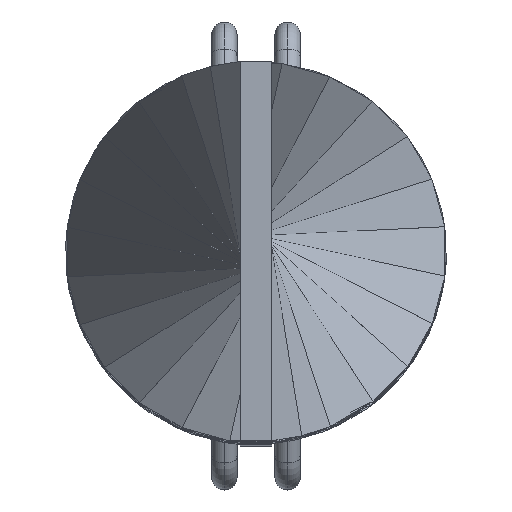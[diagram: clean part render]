
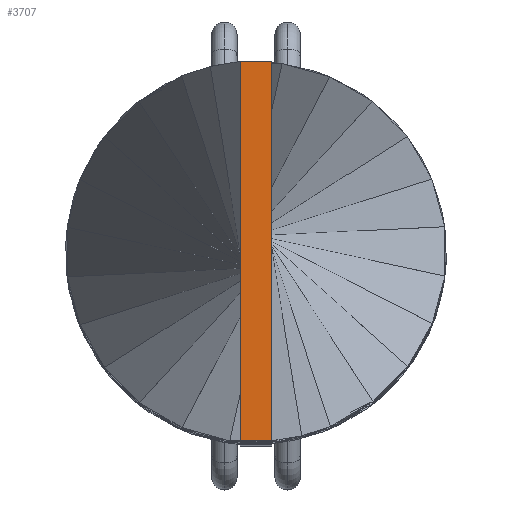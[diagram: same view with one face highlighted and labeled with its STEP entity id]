
A CAD part, top view. The second image highlights one B-rep face of the part: STEP entity #3707.
In plain terms, the highlighted planar face has unit normal (0, 0, 1).
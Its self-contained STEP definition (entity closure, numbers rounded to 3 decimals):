
#297 = VECTOR ( 'NONE', #535, 1000. ) ;
#329 = DIRECTION ( 'NONE',  ( 0., 0., 1. ) ) ;
#396 = EDGE_CURVE ( 'NONE', #2496, #4005, #1613, .T. ) ;
#483 = VERTEX_POINT ( 'NONE', #1589 ) ;
#535 = DIRECTION ( 'NONE',  ( 0., 1., 0. ) ) ;
#893 = ORIENTED_EDGE ( 'NONE', *, *, #2589, .T. ) ;
#933 = DIRECTION ( 'NONE',  ( 0., -1., 0. ) ) ;
#972 = PLANE ( 'NONE',  #3593 ) ;
#1206 = LINE ( 'NONE', #2280, #297 ) ;
#1309 = DIRECTION ( 'NONE',  ( 1., 0., 0. ) ) ;
#1446 = FACE_OUTER_BOUND ( 'NONE', #3858, .T. ) ;
#1502 = DIRECTION ( 'NONE',  ( 1., 0., 0. ) ) ;
#1557 = ORIENTED_EDGE ( 'NONE', *, *, #3882, .T. ) ;
#1589 = CARTESIAN_POINT ( 'NONE',  ( 0.5, -6., 100. ) ) ;
#1613 = LINE ( 'NONE', #2900, #3223 ) ;
#1669 = CARTESIAN_POINT ( 'NONE',  ( 0.5, 6., 100. ) ) ;
#1676 = EDGE_CURVE ( 'NONE', #483, #4218, #1206, .T. ) ;
#1688 = VECTOR ( 'NONE', #1309, 1000. ) ;
#2034 = DIRECTION ( 'NONE',  ( -1., 0., 0. ) ) ;
#2117 = CARTESIAN_POINT ( 'NONE',  ( -0.5, 6., 100. ) ) ;
#2280 = CARTESIAN_POINT ( 'NONE',  ( 0.5, -6., 100. ) ) ;
#2496 = VERTEX_POINT ( 'NONE', #2117 ) ;
#2589 = EDGE_CURVE ( 'NONE', #4218, #2496, #3690, .T. ) ;
#2900 = CARTESIAN_POINT ( 'NONE',  ( -0.5, 6., 100. ) ) ;
#2955 = LINE ( 'NONE', #3230, #1688 ) ;
#3120 = CARTESIAN_POINT ( 'NONE',  ( -0.5, -6., 100. ) ) ;
#3223 = VECTOR ( 'NONE', #933, 1000. ) ;
#3230 = CARTESIAN_POINT ( 'NONE',  ( -0.5, -6., 100. ) ) ;
#3523 = CARTESIAN_POINT ( 'NONE',  ( 0.5, 6., 100. ) ) ;
#3593 = AXIS2_PLACEMENT_3D ( 'NONE', #3790, #329, #1502 ) ;
#3654 = ORIENTED_EDGE ( 'NONE', *, *, #1676, .T. ) ;
#3690 = LINE ( 'NONE', #1669, #4119 ) ;
#3707 = ADVANCED_FACE ( 'NONE', ( #1446 ), #972, .T. ) ;
#3790 = CARTESIAN_POINT ( 'NONE',  ( 0., 0., 100. ) ) ;
#3858 = EDGE_LOOP ( 'NONE', ( #893, #4129, #1557, #3654 ) ) ;
#3882 = EDGE_CURVE ( 'NONE', #4005, #483, #2955, .T. ) ;
#4005 = VERTEX_POINT ( 'NONE', #3120 ) ;
#4119 = VECTOR ( 'NONE', #2034, 1000. ) ;
#4129 = ORIENTED_EDGE ( 'NONE', *, *, #396, .T. ) ;
#4218 = VERTEX_POINT ( 'NONE', #3523 ) ;
